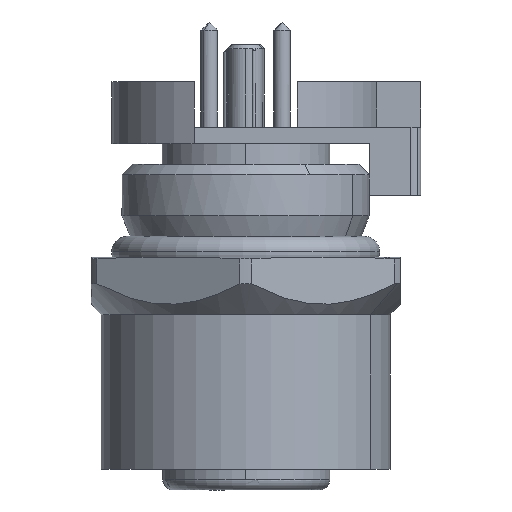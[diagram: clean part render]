
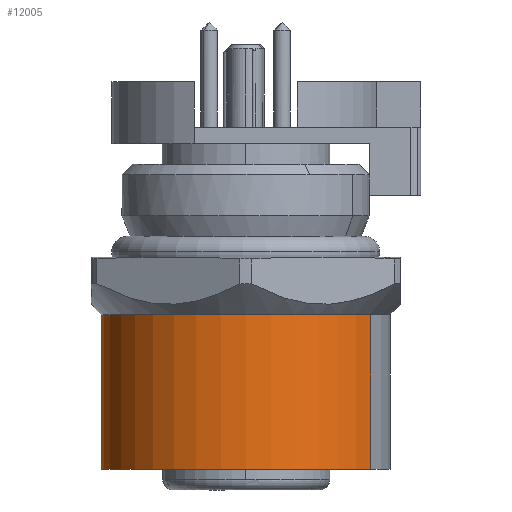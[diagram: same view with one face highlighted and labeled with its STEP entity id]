
A CAD part, left-side view. The second image highlights one B-rep face of the part: STEP entity #12005.
In plain terms, the highlighted cylindrical face has radius 7 mm (diameter 14 mm), a partial arc.
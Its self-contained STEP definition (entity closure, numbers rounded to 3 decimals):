
#11954=AXIS2_PLACEMENT_3D('Circle Axis2P3D',#11952,#11953,$) ;
#11978=AXIS2_PLACEMENT_3D('Cylinder Axis2P3D',#11975,#11976,#11977) ;
#11989=AXIS2_PLACEMENT_3D('Circle Axis2P3D',#11987,#11988,$) ;
#11952=CARTESIAN_POINT('Axis2P3D Location',(8.495,8.5,1.)) ;
#11956=CARTESIAN_POINT('Vertex',(4.995,2.438,1.)) ;
#11958=CARTESIAN_POINT('Vertex',(11.995,14.562,1.)) ;
#11975=CARTESIAN_POINT('Axis2P3D Location',(8.495,8.5,4.75)) ;
#11980=CARTESIAN_POINT('Line Origine',(4.995,2.438,4.75)) ;
#11984=CARTESIAN_POINT('Vertex',(4.995,2.438,8.5)) ;
#11987=CARTESIAN_POINT('Axis2P3D Location',(8.495,8.5,8.5)) ;
#11991=CARTESIAN_POINT('Vertex',(11.995,14.562,8.5)) ;
#11994=CARTESIAN_POINT('Line Origine',(11.995,14.562,4.75)) ;
#11953=DIRECTION('Axis2P3D Direction',(0.,0.,-1.)) ;
#11976=DIRECTION('Axis2P3D Direction',(0.,0.,-1.)) ;
#11977=DIRECTION('Axis2P3D XDirection',(-0.5,-0.866,0.)) ;
#11981=DIRECTION('Vector Direction',(0.,0.,-1.)) ;
#11988=DIRECTION('Axis2P3D Direction',(0.,0.,-1.)) ;
#11995=DIRECTION('Vector Direction',(0.,0.,-1.)) ;
#11982=VECTOR('Line Direction',#11981,1.) ;
#11996=VECTOR('Line Direction',#11995,1.) ;
#12000=ORIENTED_EDGE('',*,*,#11986,.T.) ;
#12001=ORIENTED_EDGE('',*,*,#11993,.T.) ;
#12002=ORIENTED_EDGE('',*,*,#11998,.T.) ;
#12003=ORIENTED_EDGE('',*,*,#11960,.F.) ;
#12005=ADVANCED_FACE('V2',(#12004),#11979,.T.) ;
#11955=CIRCLE('generated circle',#11954,7.) ;
#11990=CIRCLE('generated circle',#11989,7.) ;
#11979=CYLINDRICAL_SURFACE('generated cylinder',#11978,7.) ;
#11960=EDGE_CURVE('',#11957,#11959,#11955,.T.) ;
#11986=EDGE_CURVE('',#11957,#11985,#11983,.F.) ;
#11993=EDGE_CURVE('',#11985,#11992,#11990,.T.) ;
#11998=EDGE_CURVE('',#11992,#11959,#11997,.T.) ;
#11999=EDGE_LOOP('',(#12000,#12001,#12002,#12003)) ;
#12004=FACE_OUTER_BOUND('',#11999,.T.) ;
#11983=LINE('Line',#11980,#11982) ;
#11997=LINE('Line',#11994,#11996) ;
#11957=VERTEX_POINT('',#11956) ;
#11959=VERTEX_POINT('',#11958) ;
#11985=VERTEX_POINT('',#11984) ;
#11992=VERTEX_POINT('',#11991) ;
